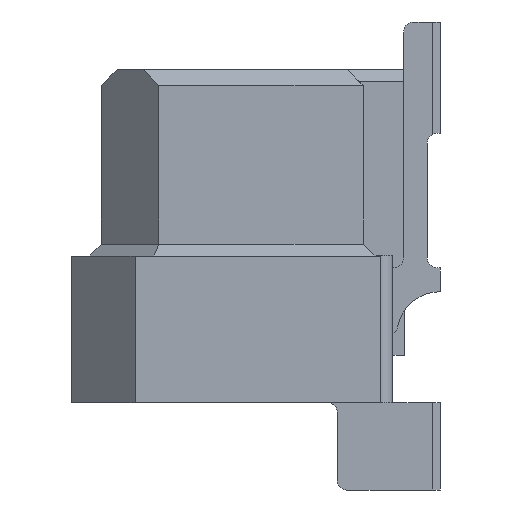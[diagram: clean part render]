
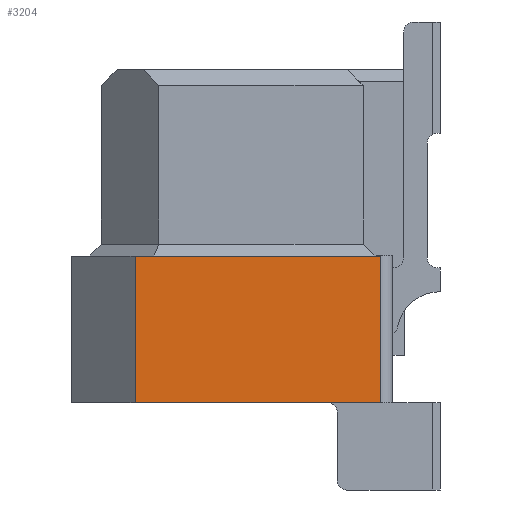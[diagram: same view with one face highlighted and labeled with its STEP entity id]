
A CAD part, left-side view. The second image highlights one B-rep face of the part: STEP entity #3204.
In plain terms, the highlighted planar face has unit normal (-1, 0, 0).
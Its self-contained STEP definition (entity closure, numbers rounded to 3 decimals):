
#2104=CARTESIAN_POINT('',(-5.1,1.225,-2.35));
#2105=VERTEX_POINT('',#2104);
#2112=CARTESIAN_POINT('',(-5.1,-1.875,-2.35));
#2113=VERTEX_POINT('',#2112);
#2114=CARTESIAN_POINT('',(-5.1,1.225,-2.35));
#2115=DIRECTION('',(0.,-1.,0.));
#2116=VECTOR('',#2115,3.1);
#2117=LINE('',#2114,#2116);
#2118=EDGE_CURVE('',#2105,#2113,#2117,.T.);
#3160=CARTESIAN_POINT('',(-5.1,-1.875,-4.2));
#3161=VERTEX_POINT('',#3160);
#3162=CARTESIAN_POINT('',(-5.1,-1.875,-2.35));
#3163=DIRECTION('',(0.,0.,-1.));
#3164=VECTOR('',#3163,1.85);
#3165=LINE('',#3162,#3164);
#3166=EDGE_CURVE('',#2113,#3161,#3165,.T.);
#3181=CARTESIAN_POINT('',(-5.1,-0.325,-3.275));
#3182=DIRECTION('',(0.,0.,-1.));
#3183=DIRECTION('',(-1.,-0.,-0.));
#3184=AXIS2_PLACEMENT_3D('',#3181,#3183,#3182);
#3185=PLANE('',#3184);
#3186=CARTESIAN_POINT('',(-5.1,1.225,-4.2));
#3187=VERTEX_POINT('',#3186);
#3188=CARTESIAN_POINT('',(-5.1,1.225,-4.2));
#3189=DIRECTION('',(0.,-1.,0.));
#3190=VECTOR('',#3189,3.1);
#3191=LINE('',#3188,#3190);
#3192=EDGE_CURVE('',#3187,#3161,#3191,.T.);
#3193=ORIENTED_EDGE('E300',*,*,#3192,.T.);
#3194=ORIENTED_EDGE('E300',*,*,#3166,.F.);
#3195=ORIENTED_EDGE('E300',*,*,#2118,.F.);
#3196=CARTESIAN_POINT('',(-5.1,1.225,-2.35));
#3197=DIRECTION('',(0.,0.,-1.));
#3198=VECTOR('',#3197,1.85);
#3199=LINE('',#3196,#3198);
#3200=EDGE_CURVE('',#2105,#3187,#3199,.T.);
#3201=ORIENTED_EDGE('E301',*,*,#3200,.T.);
#3202=EDGE_LOOP('',(#3193,#3194,#3195,#3201));
#3203=FACE_OUTER_BOUND('',#3202,.T.);
#3204=ADVANCED_FACE('F90',(#3203),#3185,.T.);
